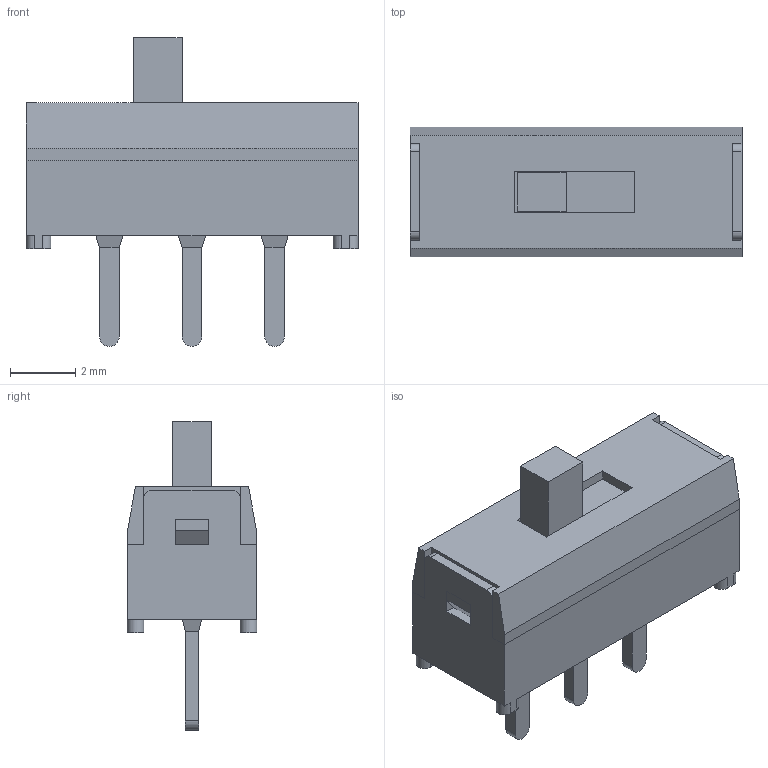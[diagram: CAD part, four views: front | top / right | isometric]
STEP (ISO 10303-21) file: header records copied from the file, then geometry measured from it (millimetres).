
FILE_DESCRIPTION(/* description */ (''),/* implementation_level */ '2;1');
FILE_NAME(/* name */ 'NKK_SS12SDP2 v3.step',/* time_stamp */ '2023-12-05T15:46:51+09:00',/* author */ (''),/* organization */ (''),/* preprocessor_version */ 'ST-DEVELOPER v20',/* originating_system */ 'Autodesk Translation Framework v12.14.0.127',/* authorisation */ '');
FILE_SCHEMA (('AUTOMOTIVE_DESIGN { 1 0 10303 214 3 1 1 }'));
Length unit declared in the file: inch
Products named in the file (5): NKK_SS12SDP2; SS12SDP2actut; SS12SDP2body1; SS12SDP2trmd; SS12SDP2body2
Assembly tree (4 placements, depth 2):
  NKK_SS12SDP2
    SS12SDP2actut
    SS12SDP2body1
    SS12SDP2trmd
    SS12SDP2body2
Bounding box: 10.21 x 3.99 x 9.5 mm (x, y, z)
Volume: 168.5 mm3; surface area: 409 mm2
Topology: 4 solids, 4 shells, 124 faces, 316 edges, 204 vertices
Faces by surface type: plane 109, cylinder 15
Entity records: 3861 total; most frequent: CARTESIAN_POINT 653, ORIENTED_EDGE 632, DIRECTION 616, EDGE_CURVE 316, LINE 282, VECTOR 282, VERTEX_POINT 204, AXIS2_PLACEMENT_3D 167
